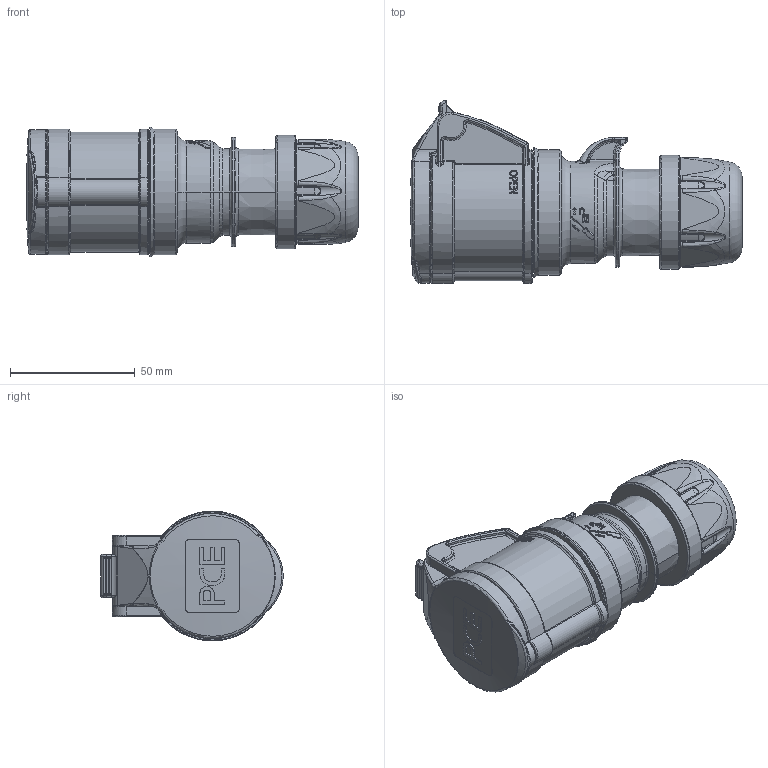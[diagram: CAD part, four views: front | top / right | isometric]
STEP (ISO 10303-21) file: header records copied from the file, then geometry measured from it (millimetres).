
FILE_DESCRIPTION (( 'STEP AP203' ), '1' );
FILE_NAME ('213-6.STEP', '2017-11-23T10:16:31', ( '' ), ( '' ), 'SwSTEP 2.0', 'SolidWorks 2016', '' );
FILE_SCHEMA (( 'CONFIG_CONTROL_DESIGN' ));
Length unit declared in the file: millimetre
Products named in the file (1): 213-6
Bounding box: 132.99 x 73.3 x 52 mm (x, y, z)
Volume: 222550.2 mm3; surface area: 27712.8 mm2
Topology: 1 solids, 2 shells, 979 faces, 2393 edges, 1417 vertices
Faces by surface type: bspline 328, cylinder 240, plane 208, torus 131, sphere 38, cone 34
Full cylindrical faces by diameter (mm): 45.6 x1, 50.2 x1, 52 x1
Entity records: 41613 total; most frequent: CARTESIAN_POINT 21852, ORIENTED_EDGE 4668, DIRECTION 3358, EDGE_CURVE 2334, VERTEX_POINT 1404, AXIS2_PLACEMENT_3D 1371, EDGE_LOOP 1024, FACE_OUTER_BOUND 992
